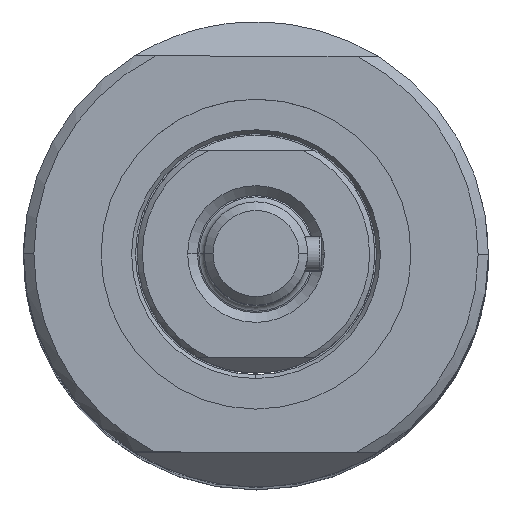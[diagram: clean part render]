
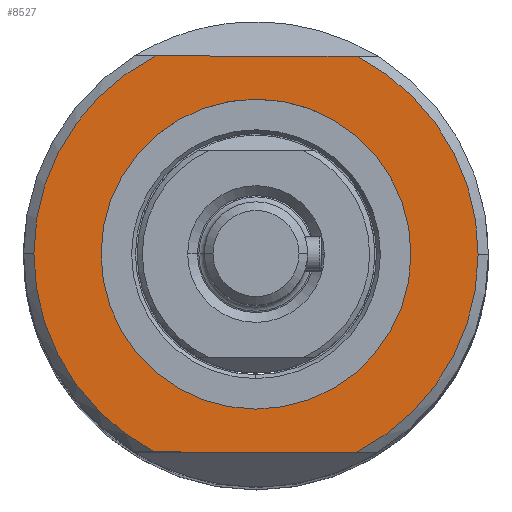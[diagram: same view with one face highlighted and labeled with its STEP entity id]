
A CAD part, top view. The second image highlights one B-rep face of the part: STEP entity #8527.
In plain terms, the highlighted planar face has unit normal (0, 0, 1).
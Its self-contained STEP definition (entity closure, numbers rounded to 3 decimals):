
#7679=CARTESIAN_POINT('',(0.,0.,33.3));
#7680=DIRECTION('',(0.,0.,-1.));
#7681=DIRECTION('',(-1.,0.,0.));
#7682=AXIS2_PLACEMENT_3D('',#7679,#7680,#7681);
#7687=CARTESIAN_POINT('',(0.,0.,33.3));
#7688=DIRECTION('',(0.,0.,-1.));
#7689=DIRECTION('',(1.,0.,0.));
#7690=AXIS2_PLACEMENT_3D('',#7687,#7688,#7689);
#7695=DIRECTION('',(1.,0.,0.));
#7696=VECTOR('',#7695,11.689);
#7697=CARTESIAN_POINT('',(-5.845,11.5,33.3));
#7698=LINE('',#7697,#7696);
#7702=DIRECTION('',(1.,0.,0.));
#7703=VECTOR('',#7702,11.689);
#7704=CARTESIAN_POINT('',(-5.845,-11.5,33.3));
#7705=LINE('',#7704,#7703);
#8176=CARTESIAN_POINT('',(0.,0.,33.3));
#8177=DIRECTION('',(0.,0.,1.));
#8178=DIRECTION('',(-0.453,0.891,0.));
#8179=AXIS2_PLACEMENT_3D('',#8176,#8177,#8178);
#8209=CARTESIAN_POINT('',(0.,0.,33.3));
#8210=DIRECTION('',(0.,0.,1.));
#8211=DIRECTION('',(-1.,0.,0.));
#8212=AXIS2_PLACEMENT_3D('',#8209,#8210,#8211);
#8235=CARTESIAN_POINT('',(0.,0.,33.3));
#8236=DIRECTION('',(0.,0.,1.));
#8237=DIRECTION('',(1.,0.,0.));
#8238=AXIS2_PLACEMENT_3D('',#8235,#8236,#8237);
#8268=CARTESIAN_POINT('',(0.,0.,33.3));
#8269=DIRECTION('',(0.,0.,1.));
#8270=DIRECTION('',(0.453,-0.891,0.));
#8271=AXIS2_PLACEMENT_3D('',#8268,#8269,#8270);
#8332=CARTESIAN_POINT('',(-9.,0.,33.3));
#8333=CARTESIAN_POINT('',(9.,0.,33.3));
#8334=VERTEX_POINT('',#8332);
#8335=VERTEX_POINT('',#8333);
#8342=CARTESIAN_POINT('',(5.845,-11.5,33.3));
#8343=CARTESIAN_POINT('',(12.9,0.,33.3));
#8344=VERTEX_POINT('',#8342);
#8345=VERTEX_POINT('',#8343);
#8350=CARTESIAN_POINT('',(5.845,11.5,33.3));
#8351=VERTEX_POINT('',#8350);
#8354=CARTESIAN_POINT('',(-12.9,0.,33.3));
#8355=CARTESIAN_POINT('',(-5.845,-11.5,33.3));
#8356=VERTEX_POINT('',#8354);
#8357=VERTEX_POINT('',#8355);
#8362=CARTESIAN_POINT('',(-5.845,11.5,33.3));
#8363=VERTEX_POINT('',#8362);
#8503=CARTESIAN_POINT('',(0.,0.,33.3));
#8504=DIRECTION('',(0.,0.,1.));
#8505=DIRECTION('',(1.,0.,0.));
#8506=AXIS2_PLACEMENT_3D('',#8503,#8504,#8505);
#8507=PLANE('',#8506);
#8509=ORIENTED_EDGE('',*,*,#8508,.T.);
#8511=ORIENTED_EDGE('',*,*,#8510,.F.);
#8513=ORIENTED_EDGE('',*,*,#8512,.F.);
#8514=ORIENTED_EDGE('',*,*,#8491,.F.);
#8516=ORIENTED_EDGE('',*,*,#8515,.F.);
#8518=ORIENTED_EDGE('',*,*,#8517,.F.);
#8519=EDGE_LOOP('',(#8509,#8511,#8513,#8514,#8516,#8518));
#8520=FACE_OUTER_BOUND('',#8519,.F.);
#8522=ORIENTED_EDGE('',*,*,#8521,.F.);
#8524=ORIENTED_EDGE('',*,*,#8523,.F.);
#8525=EDGE_LOOP('',(#8522,#8524));
#8526=FACE_BOUND('',#8525,.F.);
#8527=ADVANCED_FACE('',(#8520,#8526),#8507,.T.);
#7683=CIRCLE('',#7682,9.);
#7691=CIRCLE('',#7690,9.);
#8180=CIRCLE('',#8179,12.9);
#8213=CIRCLE('',#8212,12.9);
#8239=CIRCLE('',#8238,12.9);
#8272=CIRCLE('',#8271,12.9);
#8491=EDGE_CURVE('',#8357,#8344,#7705,.T.);
#8508=EDGE_CURVE('',#8363,#8351,#7698,.T.);
#8510=EDGE_CURVE('',#8345,#8351,#8239,.T.);
#8512=EDGE_CURVE('',#8344,#8345,#8272,.T.);
#8515=EDGE_CURVE('',#8356,#8357,#8213,.T.);
#8517=EDGE_CURVE('',#8363,#8356,#8180,.T.);
#8521=EDGE_CURVE('',#8334,#8335,#7683,.T.);
#8523=EDGE_CURVE('',#8335,#8334,#7691,.T.);
